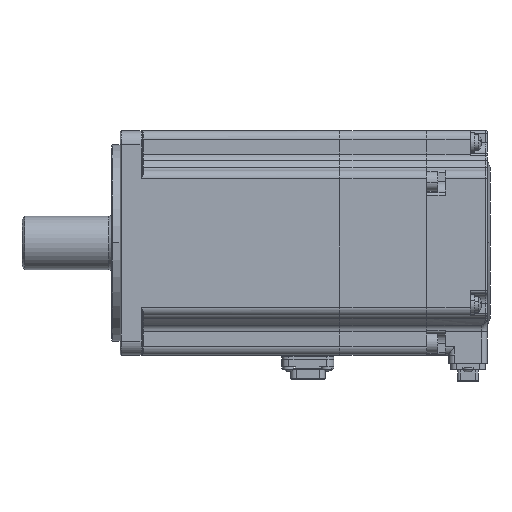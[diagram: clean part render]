
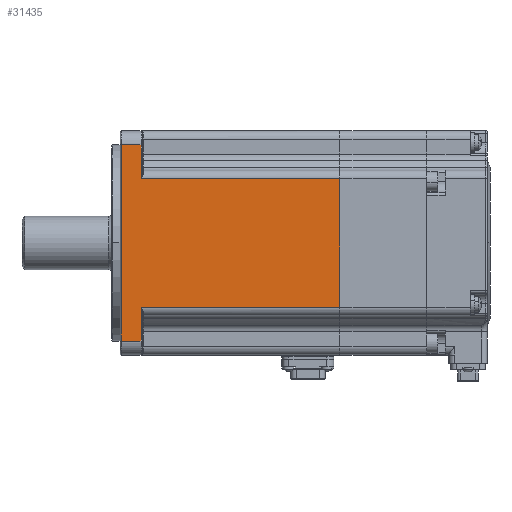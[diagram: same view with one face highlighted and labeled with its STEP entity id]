
A CAD part, front view. The second image highlights one B-rep face of the part: STEP entity #31435.
In plain terms, the highlighted planar face has unit normal (0, -1, 0).
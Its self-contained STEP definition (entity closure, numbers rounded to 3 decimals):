
#110 = EDGE_CURVE ( 'NONE', #3923, #29361, #8224, .T. ) ;
#498 = LINE ( 'NONE', #30028, #27167 ) ;
#628 = LINE ( 'NONE', #29135, #9338 ) ;
#873 = DIRECTION ( 'NONE',  ( 0., 0., 1. ) ) ;
#924 = VERTEX_POINT ( 'NONE', #3388 ) ;
#3058 = DIRECTION ( 'NONE',  ( 0., 0., 1. ) ) ;
#3298 = CARTESIAN_POINT ( 'NONE',  ( 27.738, -40., -35. ) ) ;
#3388 = CARTESIAN_POINT ( 'NONE',  ( 27.238, -40., 35. ) ) ;
#3923 = VERTEX_POINT ( 'NONE', #12598 ) ;
#5732 = ORIENTED_EDGE ( 'NONE', *, *, #110, .T. ) ;
#6493 = FACE_OUTER_BOUND ( 'NONE', #14506, .T. ) ;
#7103 = LINE ( 'NONE', #3298, #19324 ) ;
#7767 = DIRECTION ( 'NONE',  ( 0., 1., 0. ) ) ;
#7947 = CARTESIAN_POINT ( 'NONE',  ( 98.238, -40., -26. ) ) ;
#8224 = LINE ( 'NONE', #13269, #20446 ) ;
#8975 = CARTESIAN_POINT ( 'NONE',  ( 20.238, -40., -35. ) ) ;
#9338 = VECTOR ( 'NONE', #26570, 1000. ) ;
#10457 = DIRECTION ( 'NONE',  ( 1., 0., 0. ) ) ;
#10730 = EDGE_CURVE ( 'NONE', #924, #11880, #628, .T. ) ;
#11213 = CARTESIAN_POINT ( 'NONE',  ( 27.238, -40., 23. ) ) ;
#11880 = VERTEX_POINT ( 'NONE', #29679 ) ;
#12262 = VECTOR ( 'NONE', #25666, 1000. ) ;
#12410 = ORIENTED_EDGE ( 'NONE', *, *, #28883, .T. ) ;
#12598 = CARTESIAN_POINT ( 'NONE',  ( 98.238, -40., 23. ) ) ;
#12870 = VECTOR ( 'NONE', #873, 1000. ) ;
#12881 = ORIENTED_EDGE ( 'NONE', *, *, #22597, .T. ) ;
#12951 = EDGE_CURVE ( 'NONE', #3923, #20206, #23771, .T. ) ;
#13269 = CARTESIAN_POINT ( 'NONE',  ( 19.738, -40., 23. ) ) ;
#13398 = DIRECTION ( 'NONE',  ( 0., 0., -1. ) ) ;
#14506 = EDGE_LOOP ( 'NONE', ( #16532, #12881, #12410, #23243, #26193, #28504, #5732, #21597 ) ) ;
#14677 = VERTEX_POINT ( 'NONE', #16345 ) ;
#15288 = DIRECTION ( 'NONE',  ( -1., 0., 0. ) ) ;
#15601 = CARTESIAN_POINT ( 'NONE',  ( 20.238, -40., -35. ) ) ;
#16345 = CARTESIAN_POINT ( 'NONE',  ( 27.238, -40., -23. ) ) ;
#16379 = VERTEX_POINT ( 'NONE', #8975 ) ;
#16532 = ORIENTED_EDGE ( 'NONE', *, *, #10730, .T. ) ;
#16676 = LINE ( 'NONE', #27391, #12870 ) ;
#16978 = LINE ( 'NONE', #15601, #20793 ) ;
#17291 = VECTOR ( 'NONE', #22562, 1000. ) ;
#17482 = PLANE ( 'NONE',  #27155 ) ;
#18000 = VERTEX_POINT ( 'NONE', #28955 ) ;
#18725 = LINE ( 'NONE', #23203, #12262 ) ;
#19324 = VECTOR ( 'NONE', #10457, 1000. ) ;
#20206 = VERTEX_POINT ( 'NONE', #23529 ) ;
#20446 = VECTOR ( 'NONE', #15288, 1000. ) ;
#20793 = VECTOR ( 'NONE', #13398, 1000. ) ;
#21597 = ORIENTED_EDGE ( 'NONE', *, *, #28904, .T. ) ;
#22384 = CARTESIAN_POINT ( 'NONE',  ( 19.738, -40., -40. ) ) ;
#22562 = DIRECTION ( 'NONE',  ( 0., 0., -1. ) ) ;
#22597 = EDGE_CURVE ( 'NONE', #11880, #16379, #16978, .T. ) ;
#23203 = CARTESIAN_POINT ( 'NONE',  ( 19.738, -40., -23. ) ) ;
#23243 = ORIENTED_EDGE ( 'NONE', *, *, #30325, .T. ) ;
#23529 = CARTESIAN_POINT ( 'NONE',  ( 98.238, -40., -23. ) ) ;
#23771 = LINE ( 'NONE', #7947, #17291 ) ;
#25666 = DIRECTION ( 'NONE',  ( 1., 0., 0. ) ) ;
#26193 = ORIENTED_EDGE ( 'NONE', *, *, #31564, .T. ) ;
#26570 = DIRECTION ( 'NONE',  ( -1., 0., 0. ) ) ;
#27155 = AXIS2_PLACEMENT_3D ( 'NONE', #22384, #7767, #30373 ) ;
#27167 = VECTOR ( 'NONE', #3058, 1000. ) ;
#27391 = CARTESIAN_POINT ( 'NONE',  ( 27.238, -40., -40. ) ) ;
#28504 = ORIENTED_EDGE ( 'NONE', *, *, #12951, .F. ) ;
#28883 = EDGE_CURVE ( 'NONE', #16379, #18000, #7103, .T. ) ;
#28904 = EDGE_CURVE ( 'NONE', #29361, #924, #16676, .T. ) ;
#28955 = CARTESIAN_POINT ( 'NONE',  ( 27.238, -40., -35. ) ) ;
#29135 = CARTESIAN_POINT ( 'NONE',  ( 19.738, -40., 35. ) ) ;
#29361 = VERTEX_POINT ( 'NONE', #11213 ) ;
#29679 = CARTESIAN_POINT ( 'NONE',  ( 20.238, -40., 35. ) ) ;
#30028 = CARTESIAN_POINT ( 'NONE',  ( 27.238, -40., -40. ) ) ;
#30325 = EDGE_CURVE ( 'NONE', #18000, #14677, #498, .T. ) ;
#30373 = DIRECTION ( 'NONE',  ( 0., 0., -1. ) ) ;
#31435 = ADVANCED_FACE ( 'NONE', ( #6493 ), #17482, .F. ) ;
#31564 = EDGE_CURVE ( 'NONE', #14677, #20206, #18725, .T. ) ;
